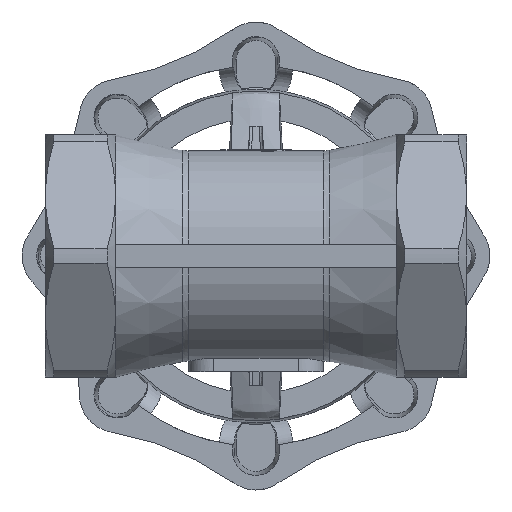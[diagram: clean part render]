
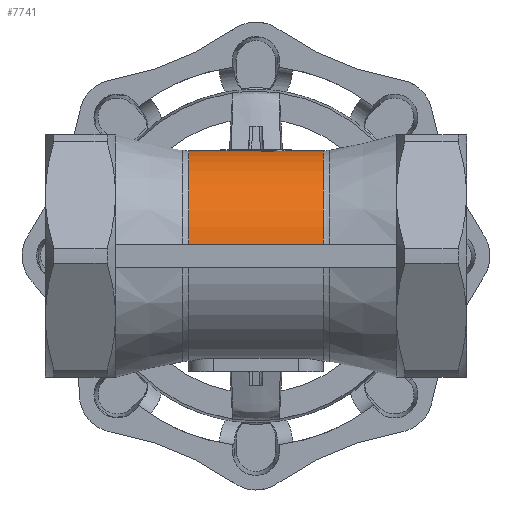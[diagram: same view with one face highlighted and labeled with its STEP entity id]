
A CAD part, front view. The second image highlights one B-rep face of the part: STEP entity #7741.
In plain terms, the highlighted cylindrical face has radius 18 mm (diameter 36 mm), a partial arc.
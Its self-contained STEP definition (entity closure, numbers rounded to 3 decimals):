
#344=B_SPLINE_CURVE_WITH_KNOTS('',3,(#10301,#10302,#10303,#10304),
 .UNSPECIFIED.,.F.,.F.,(4,4),(0.,1.),.UNSPECIFIED.);
#346=B_SPLINE_CURVE_WITH_KNOTS('',3,(#10328,#10329,#10330,#10331),
 .UNSPECIFIED.,.F.,.F.,(4,4),(0.,1.),.UNSPECIFIED.);
#357=B_SPLINE_CURVE_WITH_KNOTS('',3,(#10518,#10519,#10520,#10521,#10522,
#10523,#10524,#10525,#10526,#10527,#10528),.UNSPECIFIED.,.F.,.F.,(4,1,1,
1,1,1,1,1,4),(0.,0.004,0.007,0.011,
0.014,0.018,0.021,0.025,
0.028),.UNSPECIFIED.);
#1118=CYLINDRICAL_SURFACE('',#8327,18.);
#1175=LINE('',#10274,#1386);
#1181=LINE('',#10299,#1392);
#1186=LINE('',#10346,#1397);
#1213=LINE('',#10592,#1424);
#1386=VECTOR('',#8798,1000.);
#1392=VECTOR('',#8810,1000.);
#1397=VECTOR('',#8823,1000.);
#1424=VECTOR('',#8930,1000.);
#2169=ORIENTED_EDGE('',*,*,#4197,.T.);
#2170=ORIENTED_EDGE('',*,*,#4196,.T.);
#2171=ORIENTED_EDGE('',*,*,#4201,.T.);
#2172=ORIENTED_EDGE('',*,*,#4204,.T.);
#2173=ORIENTED_EDGE('',*,*,#4207,.T.);
#2174=ORIENTED_EDGE('',*,*,#4210,.T.);
#2175=ORIENTED_EDGE('',*,*,#4209,.T.);
#2176=ORIENTED_EDGE('',*,*,#4188,.T.);
#2177=ORIENTED_EDGE('',*,*,#4193,.T.);
#2178=ORIENTED_EDGE('',*,*,#4453,.T.);
#2179=ORIENTED_EDGE('',*,*,#4257,.F.);
#2180=ORIENTED_EDGE('',*,*,#4454,.F.);
#2181=ORIENTED_EDGE('',*,*,#4274,.T.);
#4188=EDGE_CURVE('',#5450,#5451,#1175,.T.);
#4193=EDGE_CURVE('',#5451,#5454,#6266,.T.);
#4196=EDGE_CURVE('',#5458,#5456,#1181,.T.);
#4197=EDGE_CURVE('',#5454,#5458,#344,.T.);
#4201=EDGE_CURVE('',#5456,#5460,#346,.T.);
#4204=EDGE_CURVE('',#5460,#5462,#6268,.T.);
#4207=EDGE_CURVE('',#5462,#5464,#1186,.T.);
#4209=EDGE_CURVE('',#5466,#5450,#6270,.T.);
#4210=EDGE_CURVE('',#5464,#5466,#6271,.T.);
#4257=EDGE_CURVE('',#5502,#5503,#357,.T.);
#4274=EDGE_CURVE('',#5515,#5514,#1213,.T.);
#4453=EDGE_CURVE('',#5514,#5503,#6365,.T.);
#4454=EDGE_CURVE('',#5515,#5502,#6366,.T.);
#5450=VERTEX_POINT('',#10275);
#5451=VERTEX_POINT('',#10276);
#5454=VERTEX_POINT('',#10284);
#5456=VERTEX_POINT('',#10297);
#5458=VERTEX_POINT('',#10300);
#5460=VERTEX_POINT('',#10326);
#5462=VERTEX_POINT('',#10338);
#5464=VERTEX_POINT('',#10344);
#5466=VERTEX_POINT('',#10350);
#5502=VERTEX_POINT('',#10517);
#5503=VERTEX_POINT('',#10529);
#5514=VERTEX_POINT('',#10591);
#5515=VERTEX_POINT('',#10593);
#6266=CIRCLE('',#8128,18.002);
#6268=CIRCLE('',#8131,18.002);
#6270=CIRCLE('',#8135,17.996);
#6271=CIRCLE('',#8136,17.996);
#6365=CIRCLE('',#8326,18.);
#6366=CIRCLE('',#8328,18.);
#6645=EDGE_LOOP('',(#2169,#2170,#2171,#2172,#2173,#2174,#2175,#2176,#2177));
#6646=EDGE_LOOP('',(#2178,#2179,#2180,#2181));
#7135=FACE_BOUND('',#6645,.T.);
#7136=FACE_BOUND('',#6646,.T.);
#7741=ADVANCED_FACE('',(#7135,#7136),#1118,.T.);
#8128=AXIS2_PLACEMENT_3D('',#10286,#8805,#8806);
#8131=AXIS2_PLACEMENT_3D('',#10340,#8816,#8817);
#8135=AXIS2_PLACEMENT_3D('',#10349,#8827,#8828);
#8136=AXIS2_PLACEMENT_3D('',#10351,#8829,#8830);
#8326=AXIS2_PLACEMENT_3D('',#11200,#9271,#9272);
#8327=AXIS2_PLACEMENT_3D('',#11201,#9273,#9274);
#8328=AXIS2_PLACEMENT_3D('',#11202,#9275,#9276);
#8798=DIRECTION('',(1.,0.,0.));
#8805=DIRECTION('',(-1.,0.,0.));
#8806=DIRECTION('',(0.,0.069,0.998));
#8810=DIRECTION('',(0.894,-0.448,0.));
#8816=DIRECTION('',(-1.,0.,0.));
#8817=DIRECTION('',(0.,-0.139,0.99));
#8823=DIRECTION('',(-1.,0.,0.));
#8827=DIRECTION('',(-1.,0.,0.));
#8828=DIRECTION('',(0.,0.,1.));
#8829=DIRECTION('',(-1.,0.,0.));
#8830=DIRECTION('',(0.,-0.069,0.998));
#8930=DIRECTION('',(1.,0.,0.));
#9271=DIRECTION('',(-1.,0.,0.));
#9272=DIRECTION('',(0.,0.,1.));
#9273=DIRECTION('',(-1.,0.,0.));
#9274=DIRECTION('',(0.,0.,1.));
#9275=DIRECTION('',(-1.,0.,0.));
#9276=DIRECTION('',(0.,0.,1.));
#10274=CARTESIAN_POINT('',(-2.5,1.25,17.957));
#10275=CARTESIAN_POINT('',(-5.999,1.25,17.957));
#10276=CARTESIAN_POINT('',(1.,1.249,17.957));
#10284=CARTESIAN_POINT('',(1.,2.493,17.827));
#10286=CARTESIAN_POINT('',(1.,0.,-0.002));
#10297=CARTESIAN_POINT('',(6.,-0.001,18.));
#10299=CARTESIAN_POINT('',(5.998,-0.001,18.));
#10300=CARTESIAN_POINT('',(5.997,0.,18.));
#10301=CARTESIAN_POINT('',(1.,2.493,17.827));
#10302=CARTESIAN_POINT('',(2.666,1.667,17.942));
#10303=CARTESIAN_POINT('',(4.331,0.834,18.));
#10304=CARTESIAN_POINT('',(5.997,0.,18.));
#10326=CARTESIAN_POINT('',(0.999,-2.493,17.826));
#10328=CARTESIAN_POINT('',(6.,-0.001,18.));
#10329=CARTESIAN_POINT('',(4.333,-0.835,18.));
#10330=CARTESIAN_POINT('',(2.666,-1.668,17.942));
#10331=CARTESIAN_POINT('',(0.999,-2.493,17.826));
#10338=CARTESIAN_POINT('',(1.,-1.25,17.957));
#10340=CARTESIAN_POINT('',(1.,0.,-0.002));
#10344=CARTESIAN_POINT('',(-6.,-1.248,17.957));
#10346=CARTESIAN_POINT('',(-2.5,-1.249,17.957));
#10349=CARTESIAN_POINT('',(-5.999,0.,0.004));
#10350=CARTESIAN_POINT('',(-6.,0.,18.));
#10351=CARTESIAN_POINT('',(-6.,0.,0.004));
#10517=CARTESIAN_POINT('',(-11.5,15.207,9.631));
#10518=CARTESIAN_POINT('',(-11.5,15.207,9.631));
#10519=CARTESIAN_POINT('',(-10.809,14.684,10.456));
#10520=CARTESIAN_POINT('',(-9.304,13.583,11.903));
#10521=CARTESIAN_POINT('',(-6.629,11.881,13.58));
#10522=CARTESIAN_POINT('',(-3.559,10.409,14.706));
#10523=CARTESIAN_POINT('',(0.008,9.72,15.147));
#10524=CARTESIAN_POINT('',(3.557,10.409,14.706));
#10525=CARTESIAN_POINT('',(6.636,11.886,13.575));
#10526=CARTESIAN_POINT('',(9.283,13.569,11.919));
#10527=CARTESIAN_POINT('',(10.81,14.685,10.455));
#10528=CARTESIAN_POINT('',(11.5,15.207,9.631));
#10529=CARTESIAN_POINT('',(11.5,15.207,9.631));
#10591=CARTESIAN_POINT('',(11.5,-17.889,2.));
#10592=CARTESIAN_POINT('',(0.,-17.889,2.));
#10593=CARTESIAN_POINT('',(-11.5,-17.889,2.));
#11200=CARTESIAN_POINT('',(11.5,0.,0.));
#11201=CARTESIAN_POINT('',(0.,0.,0.));
#11202=CARTESIAN_POINT('',(-11.5,0.,0.));
